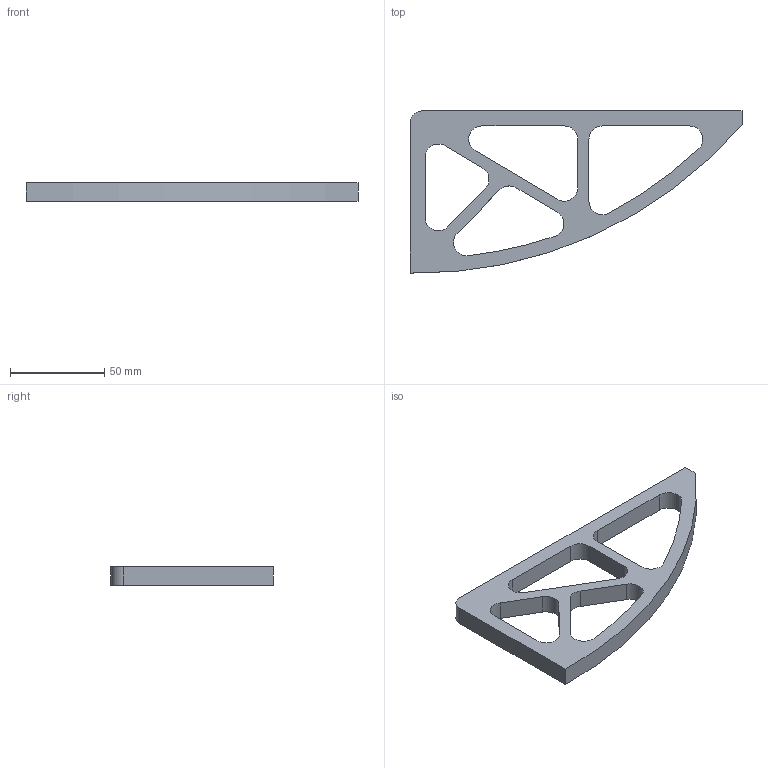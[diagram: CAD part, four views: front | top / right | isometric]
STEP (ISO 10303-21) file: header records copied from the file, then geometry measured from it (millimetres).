
FILE_DESCRIPTION( ( 'STEP Version 203' ), '1' );
FILE_NAME( 'Bracket.stp', '10/17/23 17:33:27', ( 'Nguyen' ), ( ' ' ), 'PSStep 21.0.47', 'DesignModeler STEP Output', ' ' );
FILE_SCHEMA( ( 'CONFIG_CONTROL_DESIGN' ) );
Length unit declared in the file: metre
Products named in the file (2): 1; 2
Bounding box: 176 x 86 x 10 mm (x, y, z)
Volume: 50955.7 mm3; surface area: 26142.1 mm2
Topology: 1 solids, 2 shells, 32 faces, 116 edges, 87 vertices
Faces by surface type: plane 16, cylinder 16
Entity records: 1364 total; most frequent: CARTESIAN_POINT 237, DIRECTION 232, ORIENTED_EDGE 203, EDGE_CURVE 116, VERTEX_POINT 87, AXIS2_PLACEMENT_3D 82, LINE 68, VECTOR 68
